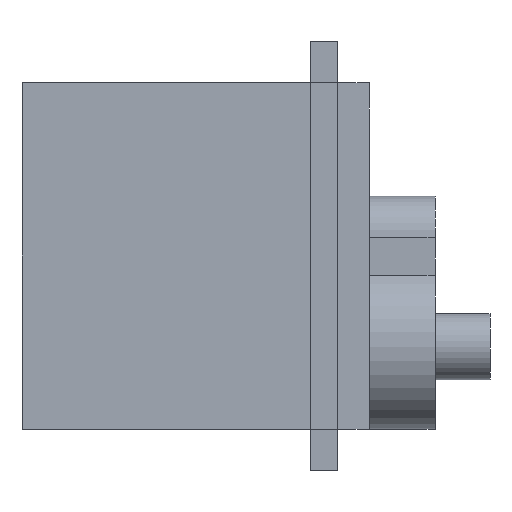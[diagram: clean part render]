
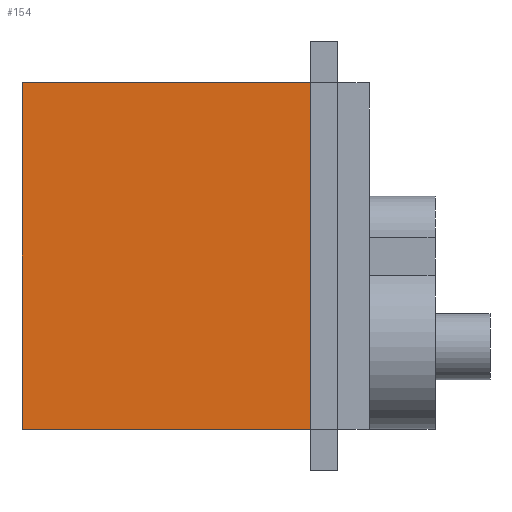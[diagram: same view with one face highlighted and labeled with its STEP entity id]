
A CAD part, left-side view. The second image highlights one B-rep face of the part: STEP entity #154.
In plain terms, the highlighted planar face has unit normal (-1, 0, 0).
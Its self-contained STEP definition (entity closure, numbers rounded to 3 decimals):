
#22 = VERTEX_POINT('',#23);
#23 = CARTESIAN_POINT('',(-6.,21.,-12.611));
#31 = EDGE_CURVE('',#22,#32,#34,.T.);
#32 = VERTEX_POINT('',#33);
#33 = CARTESIAN_POINT('',(-6.,0.,-12.611));
#34 = LINE('',#35,#36);
#35 = CARTESIAN_POINT('',(-6.,21.,-12.611));
#36 = VECTOR('',#37,1.);
#37 = DIRECTION('',(0.,-1.,0.));
#71 = VERTEX_POINT('',#72);
#72 = CARTESIAN_POINT('',(-6.,21.,12.611));
#78 = EDGE_CURVE('',#71,#22,#79,.T.);
#79 = LINE('',#80,#81);
#80 = CARTESIAN_POINT('',(-6.,21.,12.611));
#81 = VECTOR('',#82,1.);
#82 = DIRECTION('',(0.,0.,-1.));
#154 = ADVANCED_FACE('',(#155),#173,.F.);
#155 = FACE_BOUND('',#156,.F.);
#156 = EDGE_LOOP('',(#157,#158,#166,#172));
#157 = ORIENTED_EDGE('',*,*,#78,.F.);
#158 = ORIENTED_EDGE('',*,*,#159,.T.);
#159 = EDGE_CURVE('',#71,#160,#162,.T.);
#160 = VERTEX_POINT('',#161);
#161 = CARTESIAN_POINT('',(-6.,0.,12.611));
#162 = LINE('',#163,#164);
#163 = CARTESIAN_POINT('',(-6.,21.,12.611));
#164 = VECTOR('',#165,1.);
#165 = DIRECTION('',(0.,-1.,0.));
#166 = ORIENTED_EDGE('',*,*,#167,.T.);
#167 = EDGE_CURVE('',#160,#32,#168,.T.);
#168 = LINE('',#169,#170);
#169 = CARTESIAN_POINT('',(-6.,0.,15.65));
#170 = VECTOR('',#171,1.);
#171 = DIRECTION('',(0.,0.,-1.));
#172 = ORIENTED_EDGE('',*,*,#31,.F.);
#173 = PLANE('',#174);
#174 = AXIS2_PLACEMENT_3D('',#175,#176,#177);
#175 = CARTESIAN_POINT('',(-6.,21.,12.611));
#176 = DIRECTION('',(1.,0.,0.));
#177 = DIRECTION('',(0.,0.,-1.));
